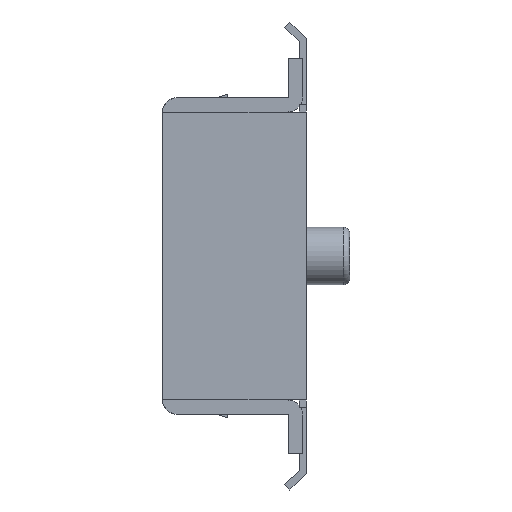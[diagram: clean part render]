
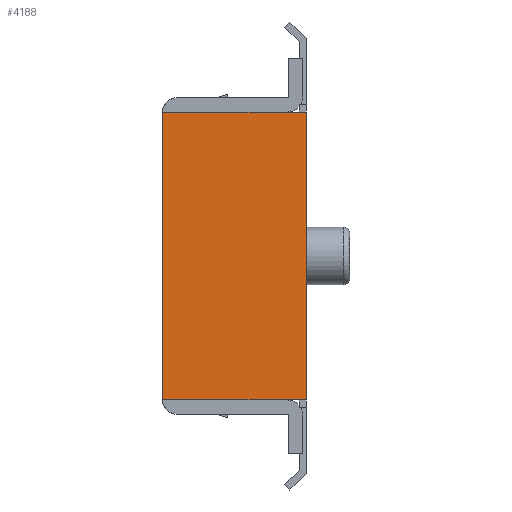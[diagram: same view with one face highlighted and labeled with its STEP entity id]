
A CAD part, left-side view. The second image highlights one B-rep face of the part: STEP entity #4188.
In plain terms, the highlighted planar face has unit normal (-1, 0, 0).
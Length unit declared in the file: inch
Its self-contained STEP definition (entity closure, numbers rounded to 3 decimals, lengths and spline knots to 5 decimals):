
#1154=CARTESIAN_POINT('',(-0.1122,0.04331,-0.07874));
#1155=VERTEX_POINT('',#1154);
#1162=CARTESIAN_POINT('',(-0.1122,0.04331,0.07874));
#1163=VERTEX_POINT('',#1162);
#1164=CARTESIAN_POINT('',(-0.1122,0.04331,-0.07874));
#1165=DIRECTION('',(0.0,0.0,1.0));
#1166=VECTOR('',#1165,0.15748);
#1167=LINE('',#1164,#1166);
#1168=EDGE_CURVE('',#1155,#1163,#1167,.T.);
#1639=CARTESIAN_POINT('',(-0.1122,-0.03543,0.07874));
#1640=VERTEX_POINT('',#1639);
#1641=CARTESIAN_POINT('',(-0.1122,-0.03543,0.07874));
#1642=DIRECTION('',(0.0,1.0,0.0));
#1643=VECTOR('',#1642,0.07874);
#1644=LINE('',#1641,#1643);
#1645=EDGE_CURVE('',#1640,#1163,#1644,.T.);
#1849=CARTESIAN_POINT('',(-0.1122,-0.03543,-0.07874));
#1850=VERTEX_POINT('',#1849);
#1857=CARTESIAN_POINT('',(-0.1122,0.04331,-0.07874));
#1858=DIRECTION('',(0.0,-1.0,0.0));
#1859=VECTOR('',#1858,0.07874);
#1860=LINE('',#1857,#1859);
#1861=EDGE_CURVE('',#1155,#1850,#1860,.T.);
#4172=CARTESIAN_POINT('',(-0.1122,-0.03937,-0.08661));
#4173=DIRECTION('',(-1.0,0.0,0.0));
#4174=DIRECTION('',(0.0,0.0,1.0));
#4175=AXIS2_PLACEMENT_3D('',#4172,#4173,#4174);
#4176=PLANE('',#4175);
#4177=ORIENTED_EDGE('',*,*,#1861,.T.);
#4178=CARTESIAN_POINT('',(-0.1122,-0.03543,0.07874));
#4179=DIRECTION('',(0.0,0.0,-1.0));
#4180=VECTOR('',#4179,0.15748);
#4181=LINE('',#4178,#4180);
#4182=EDGE_CURVE('',#1640,#1850,#4181,.T.);
#4183=ORIENTED_EDGE('',*,*,#4182,.F.);
#4184=ORIENTED_EDGE('',*,*,#1645,.T.);
#4185=ORIENTED_EDGE('',*,*,#1168,.F.);
#4186=EDGE_LOOP('',(#4177,#4183,#4184,#4185));
#4187=FACE_OUTER_BOUND('',#4186,.T.);
#4188=ADVANCED_FACE('',(#4187),#4176,.T.);
